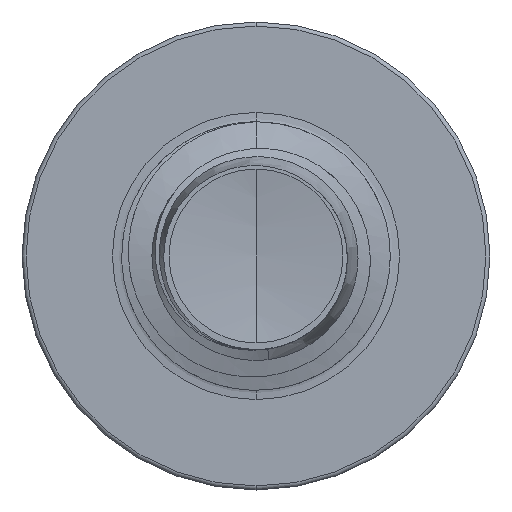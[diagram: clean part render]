
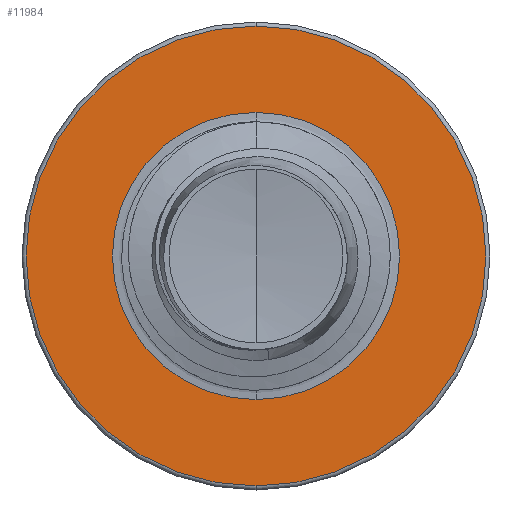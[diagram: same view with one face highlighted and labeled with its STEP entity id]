
A CAD part, front view. The second image highlights one B-rep face of the part: STEP entity #11984.
In plain terms, the highlighted planar face has unit normal (0, -1, 0).
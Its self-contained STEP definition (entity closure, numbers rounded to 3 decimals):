
#285 = CIRCLE ( 'NONE', #14841, 2.998 ) ;
#384 = AXIS2_PLACEMENT_3D ( 'NONE', #440, #9035, #1886 ) ;
#440 = CARTESIAN_POINT ( 'NONE',  ( 0., 4., 0. ) ) ;
#506 = CARTESIAN_POINT ( 'NONE',  ( 0., 4., 2.998 ) ) ;
#892 = AXIS2_PLACEMENT_3D ( 'NONE', #3864, #11674, #5113 ) ;
#1079 = CARTESIAN_POINT ( 'NONE',  ( 0., 4., 0. ) ) ;
#1687 = CIRCLE ( 'NONE', #384, 1.872 ) ;
#1886 = DIRECTION ( 'NONE',  ( 0., 0., 1. ) ) ;
#1943 = DIRECTION ( 'NONE',  ( 0., 1., 0. ) ) ;
#2002 = VERTEX_POINT ( 'NONE', #506 ) ;
#2496 = DIRECTION ( 'NONE',  ( 0., 0., 1. ) ) ;
#2637 = AXIS2_PLACEMENT_3D ( 'NONE', #4425, #1943, #10154 ) ;
#3086 = CIRCLE ( 'NONE', #892, 2.998 ) ;
#3432 = EDGE_LOOP ( 'NONE', ( #12656, #5041 ) ) ;
#3581 = CARTESIAN_POINT ( 'NONE',  ( 0., 4., 1.872 ) ) ;
#3829 = EDGE_LOOP ( 'NONE', ( #4085, #10601 ) ) ;
#3864 = CARTESIAN_POINT ( 'NONE',  ( 0., 4., 0. ) ) ;
#4085 = ORIENTED_EDGE ( 'NONE', *, *, #11282, .T. ) ;
#4176 = AXIS2_PLACEMENT_3D ( 'NONE', #1079, #9500, #2496 ) ;
#4425 = CARTESIAN_POINT ( 'NONE',  ( 0., 4., -1.872 ) ) ;
#4704 = VERTEX_POINT ( 'NONE', #9987 ) ;
#5041 = ORIENTED_EDGE ( 'NONE', *, *, #13614, .F. ) ;
#5113 = DIRECTION ( 'NONE',  ( 0., 0., 1. ) ) ;
#5645 = CIRCLE ( 'NONE', #4176, 1.872 ) ;
#6346 = DIRECTION ( 'NONE',  ( 0., 1., 0. ) ) ;
#7923 = FACE_BOUND ( 'NONE', #3829, .T. ) ;
#9035 = DIRECTION ( 'NONE',  ( 0., 1., 0. ) ) ;
#9075 = PLANE ( 'NONE',  #2637 ) ;
#9500 = DIRECTION ( 'NONE',  ( 0., 1., 0. ) ) ;
#9987 = CARTESIAN_POINT ( 'NONE',  ( 0., 4., -2.997 ) ) ;
#10154 = DIRECTION ( 'NONE',  ( 0., 0., 1. ) ) ;
#10601 = ORIENTED_EDGE ( 'NONE', *, *, #10698, .T. ) ;
#10698 = EDGE_CURVE ( 'NONE', #13475, #11616, #5645, .T. ) ;
#10782 = FACE_OUTER_BOUND ( 'NONE', #3432, .T. ) ;
#11282 = EDGE_CURVE ( 'NONE', #11616, #13475, #1687, .T. ) ;
#11616 = VERTEX_POINT ( 'NONE', #3581 ) ;
#11674 = DIRECTION ( 'NONE',  ( 0., 1., 0. ) ) ;
#11984 = ADVANCED_FACE ( 'NONE', ( #10782, #7923 ), #9075, .F. ) ;
#12656 = ORIENTED_EDGE ( 'NONE', *, *, #14417, .F. ) ;
#12732 = CARTESIAN_POINT ( 'NONE',  ( 0., 4., 0. ) ) ;
#13475 = VERTEX_POINT ( 'NONE', #14223 ) ;
#13614 = EDGE_CURVE ( 'NONE', #4704, #2002, #3086, .T. ) ;
#13732 = DIRECTION ( 'NONE',  ( 0., 0., 1. ) ) ;
#14223 = CARTESIAN_POINT ( 'NONE',  ( 0., 4., -1.872 ) ) ;
#14417 = EDGE_CURVE ( 'NONE', #2002, #4704, #285, .T. ) ;
#14841 = AXIS2_PLACEMENT_3D ( 'NONE', #12732, #6346, #13732 ) ;
